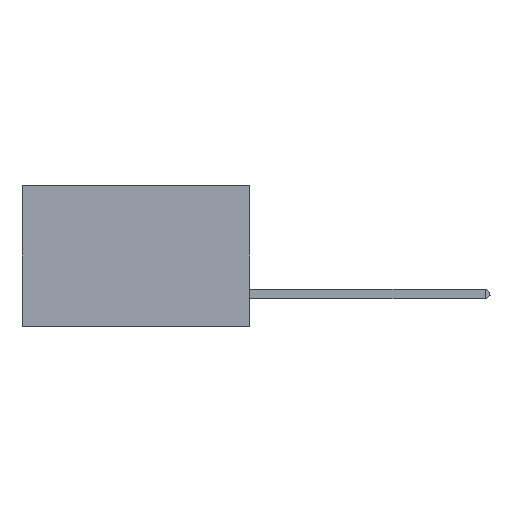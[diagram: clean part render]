
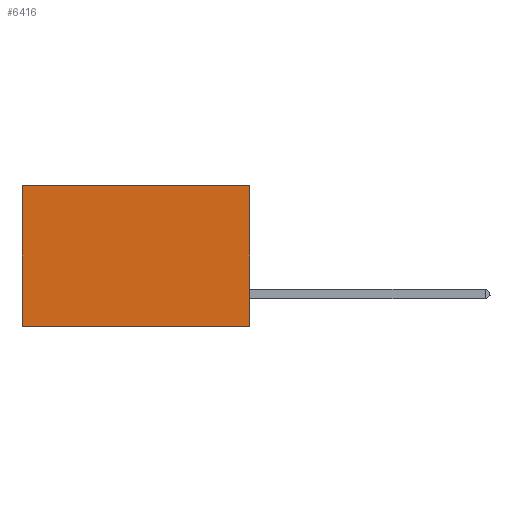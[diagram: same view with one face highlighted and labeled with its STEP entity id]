
A CAD part, left-side view. The second image highlights one B-rep face of the part: STEP entity #6416.
In plain terms, the highlighted planar face has unit normal (-1, 0, 0).
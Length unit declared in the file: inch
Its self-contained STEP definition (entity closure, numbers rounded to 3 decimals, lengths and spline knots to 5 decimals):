
#2559 = EDGE_CURVE ( 'NONE', #27612, #15064, #39116, .T. ) ;
#4634 = EDGE_CURVE ( 'NONE', #15064, #26778, #27879, .T. ) ;
#6416 = ADVANCED_FACE ( 'NONE', ( #25045 ), #30887, .F. ) ;
#9843 = VECTOR ( 'NONE', #32799, 39.37008 ) ;
#10418 = CARTESIAN_POINT ( 'NONE',  ( 0.2875, 0.6, 0. ) ) ;
#11685 = VECTOR ( 'NONE', #24404, 39.37008 ) ;
#12939 = DIRECTION ( 'NONE',  ( 1., 0., 0. ) ) ;
#13121 = DIRECTION ( 'NONE',  ( 0., 0., -1. ) ) ;
#14671 = DIRECTION ( 'NONE',  ( 0., 1., 0. ) ) ;
#15064 = VERTEX_POINT ( 'NONE', #23015 ) ;
#15695 = ORIENTED_EDGE ( 'NONE', *, *, #2559, .T. ) ;
#16160 = VECTOR ( 'NONE', #13121, 39.37008 ) ;
#22881 = CARTESIAN_POINT ( 'NONE',  ( 0.2875, 0., -0.37 ) ) ;
#23015 = CARTESIAN_POINT ( 'NONE',  ( 0.2875, 0.6, 0. ) ) ;
#24185 = ORIENTED_EDGE ( 'NONE', *, *, #4634, .T. ) ;
#24404 = DIRECTION ( 'NONE',  ( 0., 0., -1. ) ) ;
#25045 = FACE_OUTER_BOUND ( 'NONE', #27169, .T. ) ;
#25515 = CARTESIAN_POINT ( 'NONE',  ( 0.2875, 0.6, -0.37 ) ) ;
#26778 = VERTEX_POINT ( 'NONE', #25515 ) ;
#26891 = ORIENTED_EDGE ( 'NONE', *, *, #32023, .F. ) ;
#27169 = EDGE_LOOP ( 'NONE', ( #24185, #26891, #41641, #15695 ) ) ;
#27612 = VERTEX_POINT ( 'NONE', #28009 ) ;
#27714 = AXIS2_PLACEMENT_3D ( 'NONE', #34196, #12939, #34519 ) ;
#27879 = LINE ( 'NONE', #10418, #11685 ) ;
#28003 = VECTOR ( 'NONE', #14671, 39.37008 ) ;
#28009 = CARTESIAN_POINT ( 'NONE',  ( 0.2875, 0., 0. ) ) ;
#30330 = EDGE_CURVE ( 'NONE', #27612, #35947, #44581, .T. ) ;
#30887 = PLANE ( 'NONE',  #27714 ) ;
#32023 = EDGE_CURVE ( 'NONE', #35947, #26778, #32695, .T. ) ;
#32695 = LINE ( 'NONE', #36500, #9843 ) ;
#32799 = DIRECTION ( 'NONE',  ( 0., 1., 0. ) ) ;
#34196 = CARTESIAN_POINT ( 'NONE',  ( 0.2875, 0., 0. ) ) ;
#34519 = DIRECTION ( 'NONE',  ( 0., 0., -1. ) ) ;
#35947 = VERTEX_POINT ( 'NONE', #22881 ) ;
#36500 = CARTESIAN_POINT ( 'NONE',  ( 0.2875, 0., -0.37 ) ) ;
#39116 = LINE ( 'NONE', #43187, #28003 ) ;
#41641 = ORIENTED_EDGE ( 'NONE', *, *, #30330, .F. ) ;
#43187 = CARTESIAN_POINT ( 'NONE',  ( 0.2875, 0., 0. ) ) ;
#44581 = LINE ( 'NONE', #45231, #16160 ) ;
#45231 = CARTESIAN_POINT ( 'NONE',  ( 0.2875, 0., 0. ) ) ;
